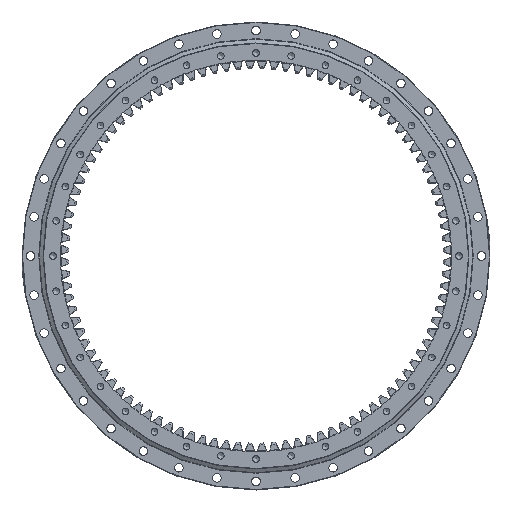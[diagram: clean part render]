
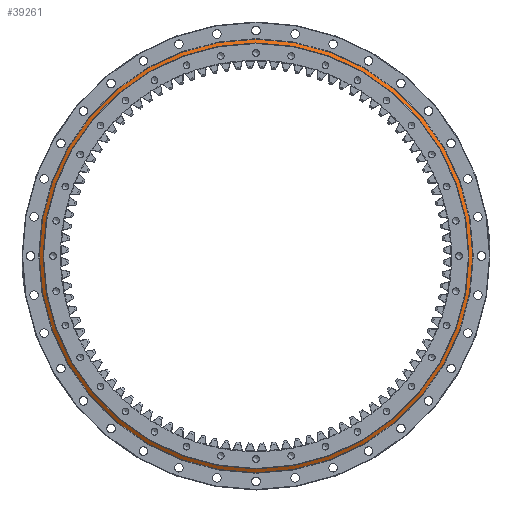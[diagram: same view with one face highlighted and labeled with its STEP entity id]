
A CAD part, top view. The second image highlights one B-rep face of the part: STEP entity #39261.
In plain terms, the highlighted conical face has half-angle 58.57 degrees and reference radius 446 mm.
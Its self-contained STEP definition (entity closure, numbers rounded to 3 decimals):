
#4193 = DIRECTION ( 'NONE',  ( 0., -1., 0. ) ) ;
#4554 = DIRECTION ( 'NONE',  ( 0., -1., 0. ) ) ;
#10100 = FACE_OUTER_BOUND ( 'NONE', #39417, .T. ) ;
#11753 = DIRECTION ( 'NONE',  ( 0., 0., -1. ) ) ;
#14503 = DIRECTION ( 'NONE',  ( 0., 0., -1. ) ) ;
#15393 = AXIS2_PLACEMENT_3D ( 'NONE', #19563, #4554, #11753 ) ;
#15623 = CARTESIAN_POINT ( 'NONE',  ( 439., 2., 0. ) ) ;
#19563 = CARTESIAN_POINT ( 'NONE',  ( 439., 2., 0. ) ) ;
#20627 = CIRCLE ( 'NONE', #33417, 453.544 ) ;
#20638 = ORIENTED_EDGE ( 'NONE', *, *, #46993, .F. ) ;
#22280 = FACE_BOUND ( 'NONE', #24613, .T. ) ;
#24613 = EDGE_LOOP ( 'NONE', ( #40399 ) ) ;
#25425 = VERTEX_POINT ( 'NONE', #30718 ) ;
#30294 = CONICAL_SURFACE ( 'NONE', #15393, 446., 1.022 ) ;
#30718 = CARTESIAN_POINT ( 'NONE',  ( 439., -2.61, -453.544 ) ) ;
#31480 = EDGE_CURVE ( 'NONE', #39439, #39439, #39787, .T. ) ;
#33417 = AXIS2_PLACEMENT_3D ( 'NONE', #33423, #44042, #14503 ) ;
#33423 = CARTESIAN_POINT ( 'NONE',  ( 439., -2.61, 0. ) ) ;
#33967 = CARTESIAN_POINT ( 'NONE',  ( 439., 2., -446. ) ) ;
#35189 = AXIS2_PLACEMENT_3D ( 'NONE', #15623, #4193, #44685 ) ;
#39261 = ADVANCED_FACE ( 'NONE', ( #10100, #22280 ), #30294, .T. ) ;
#39417 = EDGE_LOOP ( 'NONE', ( #20638 ) ) ;
#39439 = VERTEX_POINT ( 'NONE', #33967 ) ;
#39787 = CIRCLE ( 'NONE', #35189, 446. ) ;
#40399 = ORIENTED_EDGE ( 'NONE', *, *, #31480, .T. ) ;
#44042 = DIRECTION ( 'NONE',  ( 0., -1., 0. ) ) ;
#44685 = DIRECTION ( 'NONE',  ( 0., 0., -1. ) ) ;
#46993 = EDGE_CURVE ( 'NONE', #25425, #25425, #20627, .T. ) ;
